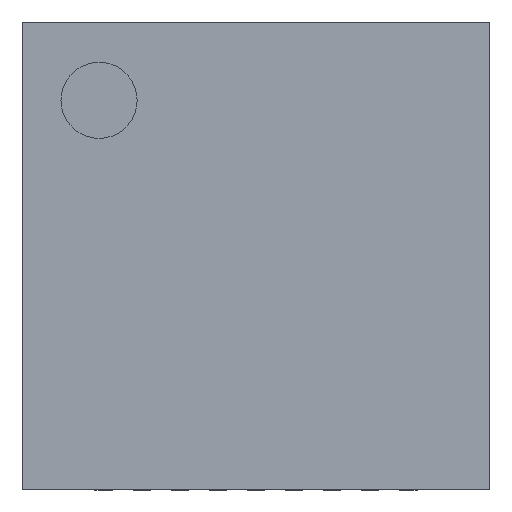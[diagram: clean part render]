
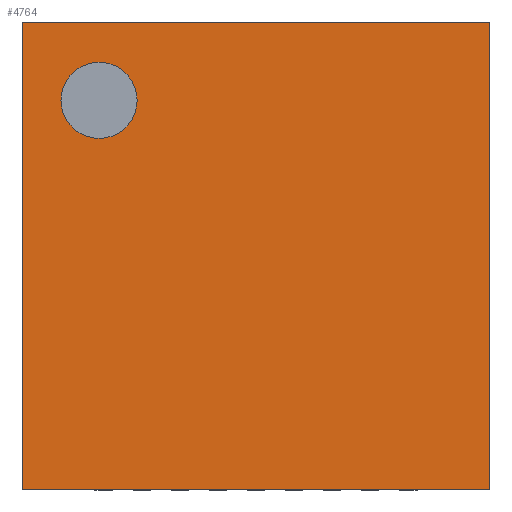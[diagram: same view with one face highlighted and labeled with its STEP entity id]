
A CAD part, top view. The second image highlights one B-rep face of the part: STEP entity #4764.
In plain terms, the highlighted planar face has unit normal (0, 0, 1).
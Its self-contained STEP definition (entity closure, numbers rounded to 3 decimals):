
#14=FACE_BOUND('',#485,.T.);
#16=CIRCLE('',#5006,0.5);
#255=FACE_OUTER_BOUND('',#484,.T.);
#484=EDGE_LOOP('',(#4152,#4153,#4154,#4155));
#485=EDGE_LOOP('',(#4156));
#508=LINE('',#6193,#1181);
#673=LINE('',#6523,#1346);
#838=LINE('',#6853,#1511);
#1003=LINE('',#7182,#1676);
#1181=VECTOR('',#5047,10.);
#1346=VECTOR('',#5322,10.);
#1511=VECTOR('',#5597,10.);
#1676=VECTOR('',#5872,10.);
#1849=VERTEX_POINT('',#6190);
#1850=VERTEX_POINT('',#6192);
#1960=VERTEX_POINT('',#6522);
#2070=VERTEX_POINT('',#6852);
#2282=VERTEX_POINT('',#7495);
#2304=EDGE_CURVE('',#1850,#1849,#508,.T.);
#2469=EDGE_CURVE('',#1960,#1850,#673,.T.);
#2634=EDGE_CURVE('',#2070,#1960,#838,.T.);
#2799=EDGE_CURVE('',#1849,#2070,#1003,.T.);
#2956=EDGE_CURVE('',#2282,#2282,#16,.T.);
#4152=ORIENTED_EDGE('',*,*,#2469,.T.);
#4153=ORIENTED_EDGE('',*,*,#2304,.T.);
#4154=ORIENTED_EDGE('',*,*,#2799,.T.);
#4155=ORIENTED_EDGE('',*,*,#2634,.T.);
#4156=ORIENTED_EDGE('',*,*,#2956,.T.);
#4535=PLANE('',#5009);
#4764=ADVANCED_FACE('',(#255,#14),#4535,.T.);
#5006=AXIS2_PLACEMENT_3D('',#7496,#6137,#6138);
#5009=AXIS2_PLACEMENT_3D('',#7501,#6144,#6145);
#5047=DIRECTION('',(0.,1.,0.));
#5322=DIRECTION('',(1.,0.,0.));
#5597=DIRECTION('',(0.,-1.,0.));
#5872=DIRECTION('',(-1.,0.,0.));
#6137=DIRECTION('center_axis',(0.,0.,-1.));
#6138=DIRECTION('ref_axis',(-1.,0.,0.));
#6144=DIRECTION('center_axis',(0.,0.,1.));
#6145=DIRECTION('ref_axis',(1.,0.,0.));
#6190=CARTESIAN_POINT('',(3.063,3.063,1.));
#6192=CARTESIAN_POINT('',(3.063,-3.063,1.));
#6193=CARTESIAN_POINT('',(3.063,3.063,1.));
#6522=CARTESIAN_POINT('',(-3.063,-3.063,1.));
#6523=CARTESIAN_POINT('',(3.063,-3.063,1.));
#6852=CARTESIAN_POINT('',(-3.063,3.063,1.));
#6853=CARTESIAN_POINT('',(-3.063,-3.063,1.));
#7182=CARTESIAN_POINT('',(-3.063,3.063,1.));
#7495=CARTESIAN_POINT('',(-1.561,2.042,1.));
#7496=CARTESIAN_POINT('Origin',(-2.061,2.042,1.));
#7501=CARTESIAN_POINT('Origin',(0.,0.,1.));
